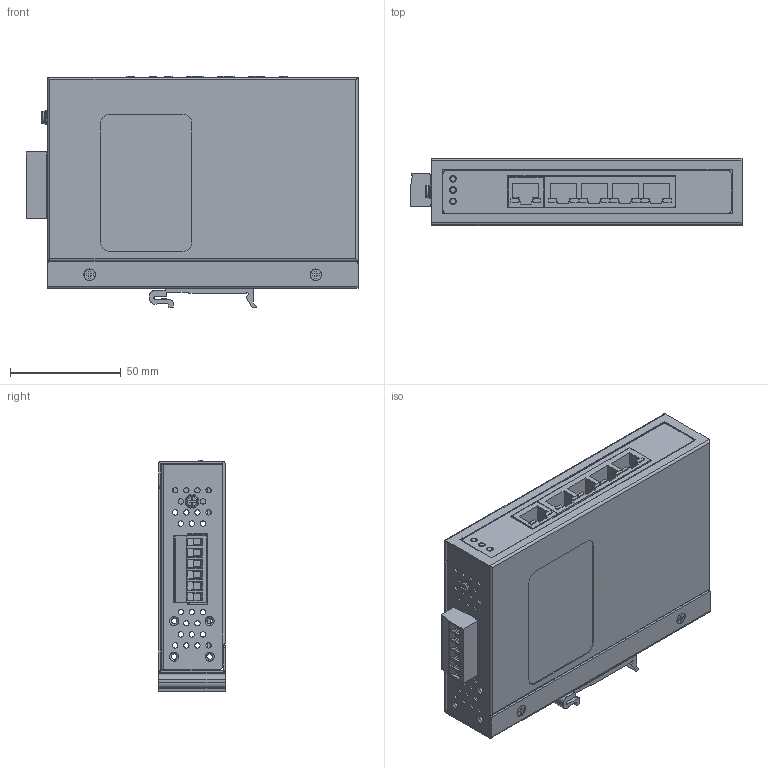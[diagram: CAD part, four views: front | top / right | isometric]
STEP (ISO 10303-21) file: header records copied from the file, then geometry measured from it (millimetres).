
FILE_DESCRIPTION (( 'STEP AP214' ), '1' );
FILE_NAME ('SEP1-SW5U-T.STEP', '2025-10-08T11:44:12', ( '' ), ( '' ), 'SwSTEP 2.0', 'SolidWorks 2024', '' );
FILE_SCHEMA (( 'AUTOMOTIVE_DESIGN' ));
Length unit declared in the file: inch
Products named in the file (1): SEP1-SW5U-T
Bounding box: 149.77 x 30.1 x 104.3 mm (x, y, z)
Volume: 86622.8 mm3; surface area: 129351.8 mm2
Topology: 16 solids, 16 shells, 1912 faces, 4865 edges, 3079 vertices
Faces by surface type: plane 1011, cylinder 698, torus 102, cone 55, sphere 42, bspline 4
Entity records: 61877 total; most frequent: CARTESIAN_POINT 14252, DIRECTION 10110, ORIENTED_EDGE 9654, EDGE_CURVE 4827, AXIS2_PLACEMENT_3D 3550, VERTEX_POINT 3073, VECTOR 3010, LINE 3010
